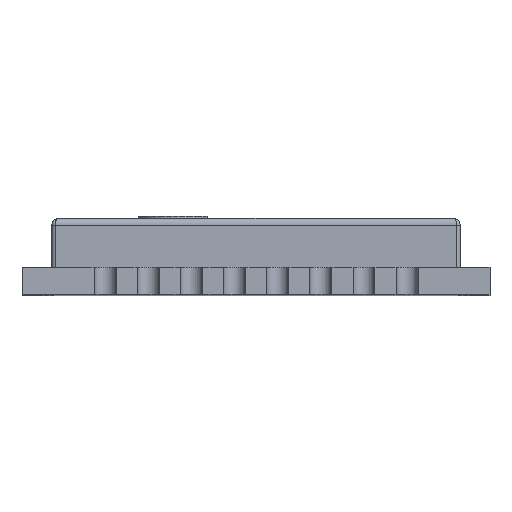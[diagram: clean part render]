
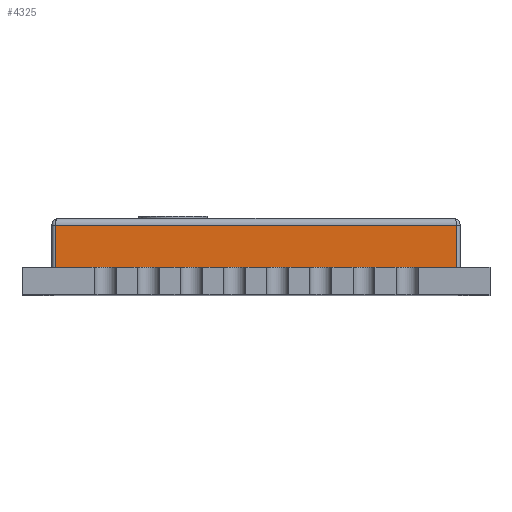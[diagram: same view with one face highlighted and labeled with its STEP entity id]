
A CAD part, top view. The second image highlights one B-rep face of the part: STEP entity #4325.
In plain terms, the highlighted planar face has unit normal (0, 0, 1).
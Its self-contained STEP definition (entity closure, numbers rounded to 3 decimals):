
#228=FACE_OUTER_BOUND('',#412,.T.);
#412=EDGE_LOOP('',(#2813,#2814,#2815,#2816));
#610=LINE('',#6036,#1125);
#612=LINE('',#6065,#1127);
#614=LINE('',#6071,#1129);
#615=LINE('',#6072,#1130);
#1125=VECTOR('',#4908,10.);
#1127=VECTOR('',#4918,10.);
#1129=VECTOR('',#4924,10.);
#1130=VECTOR('',#4925,10.);
#1631=VERTEX_POINT('',#6033);
#1632=VERTEX_POINT('',#6035);
#1635=VERTEX_POINT('',#6064);
#1637=VERTEX_POINT('',#6070);
#2115=EDGE_CURVE('',#1631,#1632,#610,.T.);
#2120=EDGE_CURVE('',#1632,#1635,#612,.T.);
#2123=EDGE_CURVE('',#1637,#1631,#614,.T.);
#2124=EDGE_CURVE('',#1635,#1637,#615,.T.);
#2813=ORIENTED_EDGE('',*,*,#2115,.F.);
#2814=ORIENTED_EDGE('',*,*,#2123,.F.);
#2815=ORIENTED_EDGE('',*,*,#2124,.F.);
#2816=ORIENTED_EDGE('',*,*,#2120,.F.);
#4004=PLANE('',#4533);
#4325=ADVANCED_FACE('',(#228),#4004,.T.);
#4533=AXIS2_PLACEMENT_3D('',#6069,#4922,#4923);
#4908=DIRECTION('',(0.,1.,0.));
#4918=DIRECTION('',(1.,0.,0.));
#4922=DIRECTION('center_axis',(0.,0.,1.));
#4923=DIRECTION('ref_axis',(1.,0.,0.));
#4924=DIRECTION('',(-1.,0.,0.));
#4925=DIRECTION('',(0.,-1.,0.));
#6033=CARTESIAN_POINT('',(-5.818,0.787,8.763));
#6035=CARTESIAN_POINT('',(-5.818,2.01,8.763));
#6036=CARTESIAN_POINT('',(-5.818,0.787,8.763));
#6064=CARTESIAN_POINT('',(5.818,2.01,8.763));
#6065=CARTESIAN_POINT('',(-2.959,2.01,8.763));
#6069=CARTESIAN_POINT('Origin',(-5.918,0.787,8.763));
#6070=CARTESIAN_POINT('',(5.818,0.787,8.763));
#6071=CARTESIAN_POINT('',(-2.959,0.787,8.763));
#6072=CARTESIAN_POINT('',(5.818,0.787,8.763));
